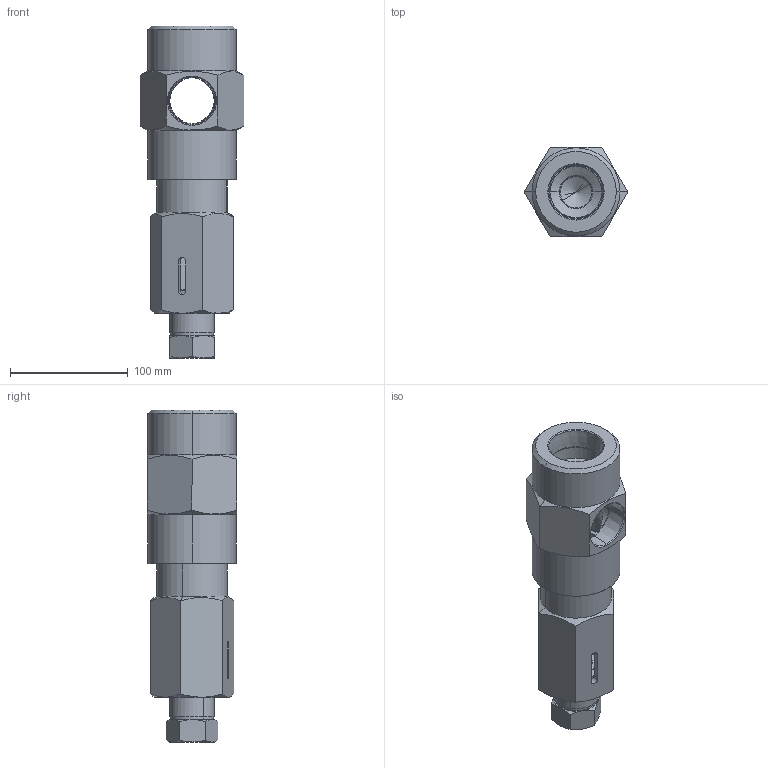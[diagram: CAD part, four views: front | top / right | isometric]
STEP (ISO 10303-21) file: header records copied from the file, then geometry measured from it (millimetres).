
FILE_DESCRIPTION (( 'STEP AP214' ), '1' );
FILE_NAME ('7375.STEP', '2009-08-12T12:24:35', ( 'Mary Jo Helmbrecht' ), ( 'DDC' ), 'SwSTEP 2.0', 'SolidWorks 2009', '' );
FILE_SCHEMA (( 'AUTOMOTIVE_DESIGN' ));
Length unit declared in the file: inch
Products named in the file (4): 30716; 30706; 30666; 7375
Assembly tree (3 placements, depth 2):
  7375
    30666
    30716
    30706
Bounding box: 87.99 x 76.2 x 282.21 mm (x, y, z)
Volume: 539928.8 mm3; surface area: 125479.4 mm2
Topology: 3 solids, 3 shells, 157 faces, 360 edges, 213 vertices
Faces by surface type: cone 63, plane 41, cylinder 38, torus 15
Entity records: 5371 total; most frequent: CARTESIAN_POINT 1606, DIRECTION 767, ORIENTED_EDGE 716, EDGE_CURVE 358, AXIS2_PLACEMENT_3D 322, VERTEX_POINT 213, EDGE_LOOP 175, CIRCLE 159
